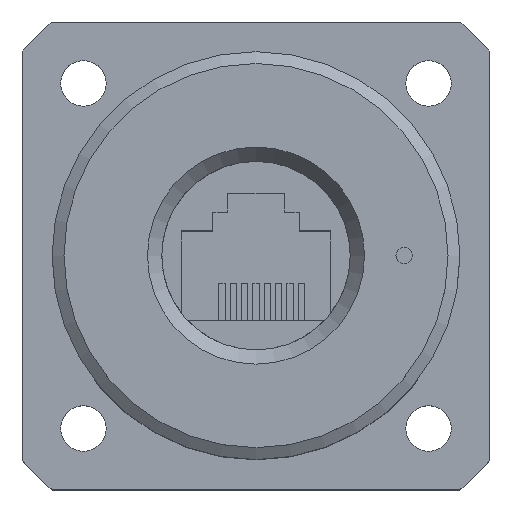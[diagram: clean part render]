
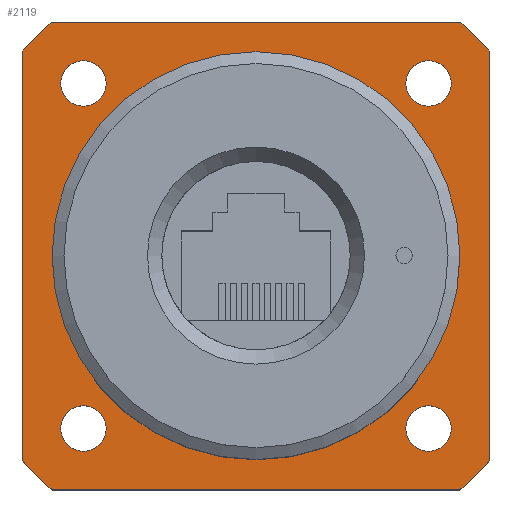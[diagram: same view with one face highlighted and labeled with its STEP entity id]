
A CAD part, top view. The second image highlights one B-rep face of the part: STEP entity #2119.
In plain terms, the highlighted planar face has unit normal (0, 0, 1).
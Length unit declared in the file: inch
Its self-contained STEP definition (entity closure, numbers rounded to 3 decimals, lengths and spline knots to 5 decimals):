
#2 = DIRECTION ( 'NONE',  ( 0., 0., 1. ) ) ;
#48 = VERTEX_POINT ( 'NONE', #3787 ) ;
#59 = DIRECTION ( 'NONE',  ( 0., -1., 0. ) ) ;
#76 = DIRECTION ( 'NONE',  ( 0., 0., 1. ) ) ;
#94 = FACE_BOUND ( 'NONE', #772, .T. ) ;
#138 = CARTESIAN_POINT ( 'NONE',  ( 0., 0., -0.675 ) ) ;
#184 = ORIENTED_EDGE ( 'NONE', *, *, #2776, .T. ) ;
#195 = DIRECTION ( 'NONE',  ( 0., 0., 1. ) ) ;
#213 = DIRECTION ( 'NONE',  ( 0., 0., 1. ) ) ;
#232 = ORIENTED_EDGE ( 'NONE', *, *, #2390, .T. ) ;
#281 = CARTESIAN_POINT ( 'NONE',  ( 0., 0., -0.675 ) ) ;
#324 = ORIENTED_EDGE ( 'NONE', *, *, #1474, .T. ) ;
#334 = VECTOR ( 'NONE', #2050, 39.37008 ) ;
#496 = CARTESIAN_POINT ( 'NONE',  ( 0., 0., -0.675 ) ) ;
#508 = ORIENTED_EDGE ( 'NONE', *, *, #2802, .T. ) ;
#540 = CIRCLE ( 'NONE', #2227, 0.955 ) ;
#563 = EDGE_LOOP ( 'NONE', ( #508 ) ) ;
#591 = CIRCLE ( 'NONE', #2811, 0.07 ) ;
#644 = VERTEX_POINT ( 'NONE', #872 ) ;
#648 = DIRECTION ( 'NONE',  ( 1., 0., 0. ) ) ;
#684 = CARTESIAN_POINT ( 'NONE',  ( -0.6274, -0.72, -0.675 ) ) ;
#729 = CARTESIAN_POINT ( 'NONE',  ( -0.531, 0.531, -0.675 ) ) ;
#743 = EDGE_CURVE ( 'NONE', #3908, #2908, #2282, .T. ) ;
#772 = EDGE_LOOP ( 'NONE', ( #1563 ) ) ;
#872 = CARTESIAN_POINT ( 'NONE',  ( -0.461, -0.531, -0.675 ) ) ;
#890 = CARTESIAN_POINT ( 'NONE',  ( 0.601, -0.531, -0.675 ) ) ;
#968 = FACE_BOUND ( 'NONE', #4388, .T. ) ;
#985 = VERTEX_POINT ( 'NONE', #2917 ) ;
#1031 = EDGE_LOOP ( 'NONE', ( #3578 ) ) ;
#1051 = AXIS2_PLACEMENT_3D ( 'NONE', #729, #3274, #1101 ) ;
#1064 = FACE_BOUND ( 'NONE', #1031, .T. ) ;
#1074 = AXIS2_PLACEMENT_3D ( 'NONE', #2369, #195, #2745 ) ;
#1101 = DIRECTION ( 'NONE',  ( 1., 0., 0. ) ) ;
#1181 = EDGE_CURVE ( 'NONE', #985, #4119, #1438, .T. ) ;
#1217 = CIRCLE ( 'NONE', #3066, 0.6275 ) ;
#1281 = VERTEX_POINT ( 'NONE', #4003 ) ;
#1333 = VERTEX_POINT ( 'NONE', #3354 ) ;
#1387 = CARTESIAN_POINT ( 'NONE',  ( 0.72, -0.6274, -0.675 ) ) ;
#1389 = CIRCLE ( 'NONE', #1051, 0.07 ) ;
#1426 = CIRCLE ( 'NONE', #1573, 0.955 ) ;
#1438 = LINE ( 'NONE', #2398, #334 ) ;
#1441 = DIRECTION ( 'NONE',  ( 0., 0., -1. ) ) ;
#1474 = EDGE_CURVE ( 'NONE', #2908, #985, #4641, .T. ) ;
#1563 = ORIENTED_EDGE ( 'NONE', *, *, #2609, .F. ) ;
#1569 = EDGE_CURVE ( 'NONE', #4119, #1751, #1426, .T. ) ;
#1573 = AXIS2_PLACEMENT_3D ( 'NONE', #496, #2004, #4567 ) ;
#1614 = CARTESIAN_POINT ( 'NONE',  ( -0.461, 0.531, -0.675 ) ) ;
#1751 = VERTEX_POINT ( 'NONE', #2437 ) ;
#1922 = DIRECTION ( 'NONE',  ( 0., 0., 1. ) ) ;
#1923 = FACE_BOUND ( 'NONE', #3099, .T. ) ;
#2004 = DIRECTION ( 'NONE',  ( 0., 0., 1. ) ) ;
#2050 = DIRECTION ( 'NONE',  ( -1., 0., 0. ) ) ;
#2119 = ADVANCED_FACE ( 'NONE', ( #94, #1923, #1064, #968, #4678, #3734 ), #3006, .T. ) ;
#2173 = CARTESIAN_POINT ( 'NONE',  ( 0.531, 0.531, -0.675 ) ) ;
#2222 = CARTESIAN_POINT ( 'NONE',  ( -0.6274, 0.72, -0.675 ) ) ;
#2227 = AXIS2_PLACEMENT_3D ( 'NONE', #2249, #76, #2623 ) ;
#2233 = CARTESIAN_POINT ( 'NONE',  ( -0.72, -0.6274, -0.675 ) ) ;
#2249 = CARTESIAN_POINT ( 'NONE',  ( 0., 0., -0.675 ) ) ;
#2257 = EDGE_LOOP ( 'NONE', ( #324, #2799, #3643, #3173, #2976, #184, #232, #3229 ) ) ;
#2282 = LINE ( 'NONE', #3516, #4091 ) ;
#2365 = EDGE_CURVE ( 'NONE', #1751, #3442, #2472, .T. ) ;
#2369 = CARTESIAN_POINT ( 'NONE',  ( 0.531, -0.531, -0.675 ) ) ;
#2390 = EDGE_CURVE ( 'NONE', #1333, #3908, #540, .T. ) ;
#2393 = CARTESIAN_POINT ( 'NONE',  ( -0.531, -0.531, -0.675 ) ) ;
#2398 = CARTESIAN_POINT ( 'NONE',  ( -0.6274, 0.72, -0.675 ) ) ;
#2437 = CARTESIAN_POINT ( 'NONE',  ( -0.72, 0.6274, -0.675 ) ) ;
#2472 = LINE ( 'NONE', #2233, #4265 ) ;
#2544 = DIRECTION ( 'NONE',  ( 1., 0., 0. ) ) ;
#2549 = VECTOR ( 'NONE', #2871, 39.37008 ) ;
#2587 = LINE ( 'NONE', #684, #2549 ) ;
#2609 = EDGE_CURVE ( 'NONE', #644, #644, #591, .T. ) ;
#2623 = DIRECTION ( 'NONE',  ( 1., 0., 0. ) ) ;
#2649 = DIRECTION ( 'NONE',  ( 1., 0., 0. ) ) ;
#2726 = EDGE_CURVE ( 'NONE', #3442, #1281, #4614, .T. ) ;
#2745 = DIRECTION ( 'NONE',  ( 1., 0., 0. ) ) ;
#2764 = CIRCLE ( 'NONE', #1074, 0.07 ) ;
#2767 = DIRECTION ( 'NONE',  ( 1., 0., 0. ) ) ;
#2776 = EDGE_CURVE ( 'NONE', #1281, #1333, #2587, .T. ) ;
#2784 = DIRECTION ( 'NONE',  ( 0., 0., 1. ) ) ;
#2799 = ORIENTED_EDGE ( 'NONE', *, *, #1181, .T. ) ;
#2802 = EDGE_CURVE ( 'NONE', #4386, #4386, #1217, .T. ) ;
#2811 = AXIS2_PLACEMENT_3D ( 'NONE', #2393, #213, #2767 ) ;
#2838 = DIRECTION ( 'NONE',  ( 0., 0., 1. ) ) ;
#2871 = DIRECTION ( 'NONE',  ( 1., 0., 0. ) ) ;
#2890 = ORIENTED_EDGE ( 'NONE', *, *, #3747, .F. ) ;
#2908 = VERTEX_POINT ( 'NONE', #4384 ) ;
#2917 = CARTESIAN_POINT ( 'NONE',  ( 0.6274, 0.72, -0.675 ) ) ;
#2958 = VERTEX_POINT ( 'NONE', #890 ) ;
#2976 = ORIENTED_EDGE ( 'NONE', *, *, #2726, .T. ) ;
#3006 = PLANE ( 'NONE',  #4639 ) ;
#3066 = AXIS2_PLACEMENT_3D ( 'NONE', #3604, #1441, #3961 ) ;
#3099 = EDGE_LOOP ( 'NONE', ( #2890 ) ) ;
#3173 = ORIENTED_EDGE ( 'NONE', *, *, #2365, .T. ) ;
#3229 = ORIENTED_EDGE ( 'NONE', *, *, #743, .T. ) ;
#3274 = DIRECTION ( 'NONE',  ( 0., 0., 1. ) ) ;
#3276 = ORIENTED_EDGE ( 'NONE', *, *, #4024, .F. ) ;
#3354 = CARTESIAN_POINT ( 'NONE',  ( 0.6274, -0.72, -0.675 ) ) ;
#3403 = CARTESIAN_POINT ( 'NONE',  ( 0.6275, 0., -0.675 ) ) ;
#3442 = VERTEX_POINT ( 'NONE', #3946 ) ;
#3516 = CARTESIAN_POINT ( 'NONE',  ( 0.72, -0.6274, -0.675 ) ) ;
#3578 = ORIENTED_EDGE ( 'NONE', *, *, #4009, .F. ) ;
#3603 = DIRECTION ( 'NONE',  ( 0., 1., 0. ) ) ;
#3604 = CARTESIAN_POINT ( 'NONE',  ( 0., 0., -0.675 ) ) ;
#3643 = ORIENTED_EDGE ( 'NONE', *, *, #1569, .T. ) ;
#3734 = FACE_OUTER_BOUND ( 'NONE', #2257, .T. ) ;
#3747 = EDGE_CURVE ( 'NONE', #2958, #2958, #2764, .T. ) ;
#3787 = CARTESIAN_POINT ( 'NONE',  ( 0.601, 0.531, -0.675 ) ) ;
#3806 = VERTEX_POINT ( 'NONE', #1614 ) ;
#3908 = VERTEX_POINT ( 'NONE', #1387 ) ;
#3946 = CARTESIAN_POINT ( 'NONE',  ( -0.72, -0.6274, -0.675 ) ) ;
#3953 = AXIS2_PLACEMENT_3D ( 'NONE', #138, #2784, #4182 ) ;
#3956 = AXIS2_PLACEMENT_3D ( 'NONE', #2173, #2, #2544 ) ;
#3961 = DIRECTION ( 'NONE',  ( 1., 0., 0. ) ) ;
#4003 = CARTESIAN_POINT ( 'NONE',  ( -0.6274, -0.72, -0.675 ) ) ;
#4009 = EDGE_CURVE ( 'NONE', #48, #48, #4150, .T. ) ;
#4024 = EDGE_CURVE ( 'NONE', #3806, #3806, #1389, .T. ) ;
#4091 = VECTOR ( 'NONE', #3603, 39.37008 ) ;
#4119 = VERTEX_POINT ( 'NONE', #2222 ) ;
#4150 = CIRCLE ( 'NONE', #3956, 0.07 ) ;
#4182 = DIRECTION ( 'NONE',  ( 1., 0., 0. ) ) ;
#4265 = VECTOR ( 'NONE', #59, 39.37008 ) ;
#4384 = CARTESIAN_POINT ( 'NONE',  ( 0.72, 0.6274, -0.675 ) ) ;
#4386 = VERTEX_POINT ( 'NONE', #3403 ) ;
#4388 = EDGE_LOOP ( 'NONE', ( #3276 ) ) ;
#4421 = CARTESIAN_POINT ( 'NONE',  ( 0., 0., -0.675 ) ) ;
#4567 = DIRECTION ( 'NONE',  ( 1., 0., 0. ) ) ;
#4614 = CIRCLE ( 'NONE', #4648, 0.955 ) ;
#4639 = AXIS2_PLACEMENT_3D ( 'NONE', #4421, #1922, #2649 ) ;
#4641 = CIRCLE ( 'NONE', #3953, 0.955 ) ;
#4648 = AXIS2_PLACEMENT_3D ( 'NONE', #281, #2838, #648 ) ;
#4678 = FACE_BOUND ( 'NONE', #563, .T. ) ;
